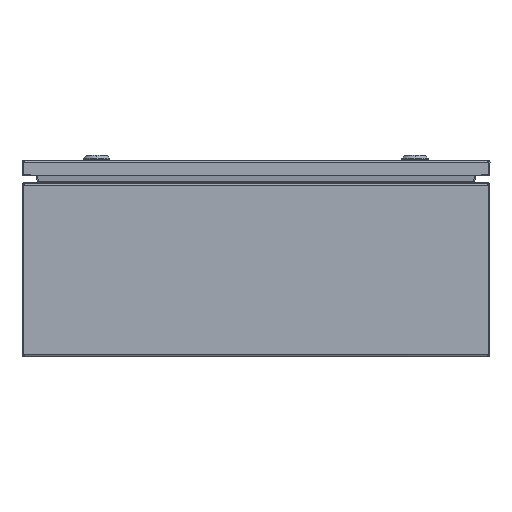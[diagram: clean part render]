
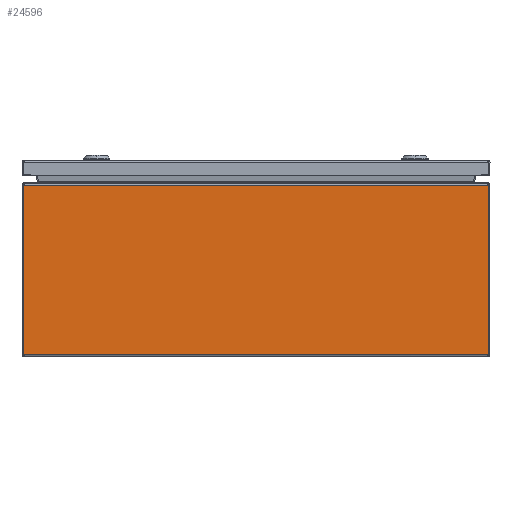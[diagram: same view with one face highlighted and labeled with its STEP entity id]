
A CAD part, left-side view. The second image highlights one B-rep face of the part: STEP entity #24596.
In plain terms, the highlighted planar face has unit normal (-1, 0, 0).
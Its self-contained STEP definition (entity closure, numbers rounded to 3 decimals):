
#255 = CARTESIAN_POINT ( 'NONE',  ( -250., -2750., 185.7 ) ) ;
#494 = CARTESIAN_POINT ( 'NONE',  ( -250., -248.743, 183.2 ) ) ;
#1667 = ORIENTED_EDGE ( 'NONE', *, *, #7157, .F. ) ;
#2074 = ORIENTED_EDGE ( 'NONE', *, *, #25586, .T. ) ;
#3156 = CARTESIAN_POINT ( 'NONE',  ( -250., -2750., 2.5 ) ) ;
#3781 = DIRECTION ( 'NONE',  ( 0., 1., 0. ) ) ;
#4461 = VECTOR ( 'NONE', #24929, 1000. ) ;
#4693 = ORIENTED_EDGE ( 'NONE', *, *, #13326, .F. ) ;
#4761 = LINE ( 'NONE', #21829, #25241 ) ;
#4799 = ORIENTED_EDGE ( 'NONE', *, *, #6857, .F. ) ;
#5648 = VERTEX_POINT ( 'NONE', #9532 ) ;
#5705 = CARTESIAN_POINT ( 'NONE',  ( -250., 248.743, 2.5 ) ) ;
#5759 = CARTESIAN_POINT ( 'NONE',  ( -250., -248.743, 183.2 ) ) ;
#6857 = EDGE_CURVE ( 'NONE', #8220, #22111, #20250, .T. ) ;
#7157 = EDGE_CURVE ( 'NONE', #22111, #5648, #4761, .T. ) ;
#8029 = CARTESIAN_POINT ( 'NONE',  ( -250., -248.743, 185.7 ) ) ;
#8220 = VERTEX_POINT ( 'NONE', #14186 ) ;
#8228 = DIRECTION ( 'NONE',  ( 1., 0., 0. ) ) ;
#9532 = CARTESIAN_POINT ( 'NONE',  ( -250., 248.743, 183.2 ) ) ;
#9998 = DIRECTION ( 'NONE',  ( 0., 0., 1. ) ) ;
#10016 = DIRECTION ( 'NONE',  ( 0., 0., -1. ) ) ;
#13326 = EDGE_CURVE ( 'NONE', #20743, #8220, #25251, .T. ) ;
#14179 = FACE_OUTER_BOUND ( 'NONE', #19159, .T. ) ;
#14186 = CARTESIAN_POINT ( 'NONE',  ( -250., -248.743, 2.5 ) ) ;
#16087 = PLANE ( 'NONE',  #17365 ) ;
#17365 = AXIS2_PLACEMENT_3D ( 'NONE', #255, #8228, #22078 ) ;
#18741 = LINE ( 'NONE', #5759, #24042 ) ;
#19159 = EDGE_LOOP ( 'NONE', ( #2074, #1667, #4799, #4693 ) ) ;
#19936 = VECTOR ( 'NONE', #10016, 1000. ) ;
#20250 = LINE ( 'NONE', #3156, #4461 ) ;
#20743 = VERTEX_POINT ( 'NONE', #494 ) ;
#21829 = CARTESIAN_POINT ( 'NONE',  ( -250., 248.743, 185.7 ) ) ;
#22078 = DIRECTION ( 'NONE',  ( 0., 0., 1. ) ) ;
#22111 = VERTEX_POINT ( 'NONE', #5705 ) ;
#24042 = VECTOR ( 'NONE', #3781, 1000. ) ;
#24596 = ADVANCED_FACE ( 'NONE', ( #14179 ), #16087, .F. ) ;
#24929 = DIRECTION ( 'NONE',  ( 0., 1., 0. ) ) ;
#25241 = VECTOR ( 'NONE', #9998, 1000. ) ;
#25251 = LINE ( 'NONE', #8029, #19936 ) ;
#25586 = EDGE_CURVE ( 'NONE', #20743, #5648, #18741, .T. ) ;
